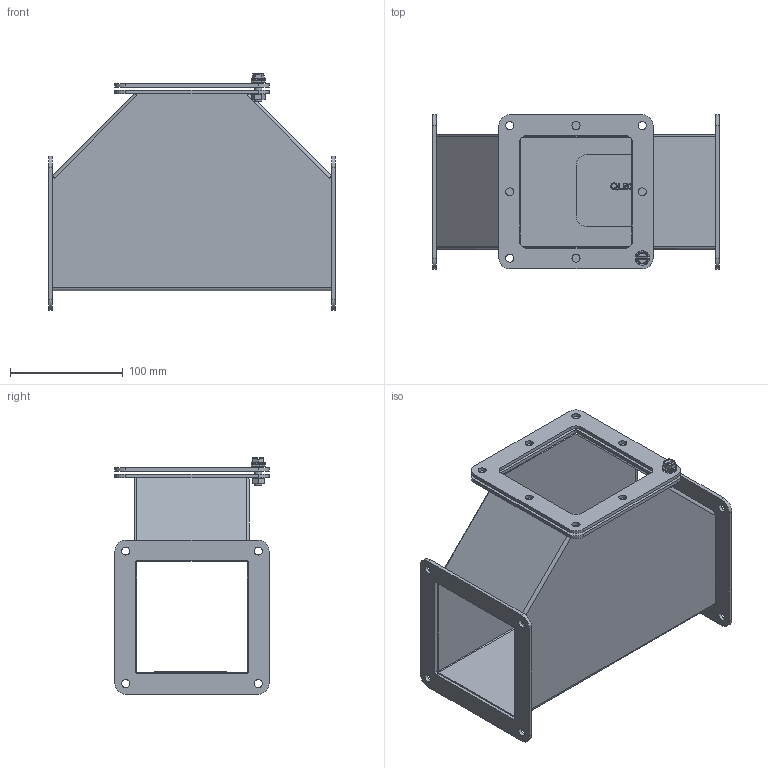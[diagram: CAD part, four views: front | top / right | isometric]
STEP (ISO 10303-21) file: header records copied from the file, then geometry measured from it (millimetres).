
FILE_DESCRIPTION (( 'STEP AP203' ), '1' );
FILE_NAME ('1487CTSS.step', '2020-11-17T21:12:25', ( 'ADC123' ), ( 'Microsoft' ), 'SwSTEP 2.0', 'SolidWorks 2019', '' );
FILE_SCHEMA (( 'CONFIG_CONTROL_DESIGN' ));
Length unit declared in the file: inch
Products named in the file (1): 1487CTSS
Bounding box: 254 x 136.53 x 209.74 mm (x, y, z)
Volume: 330957.5 mm3; surface area: 336041.4 mm2
Topology: 9 solids, 9 shells, 300 faces, 783 edges, 517 vertices
Faces by surface type: plane 187, cylinder 86, bspline 27
Full cylindrical faces by diameter (mm): 4.976 x1, 6.35 x1, 6.553 x1, 7.137 x20, 12.7 x1
Entity records: 13348 total; most frequent: CARTESIAN_POINT 6031, ORIENTED_EDGE 1510, DIRECTION 1371, EDGE_CURVE 755, VERTEX_POINT 516, VECTOR 503, LINE 503, AXIS2_PLACEMENT_3D 434
